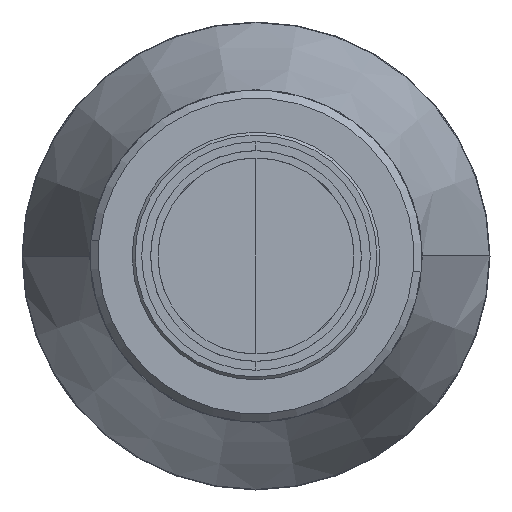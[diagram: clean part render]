
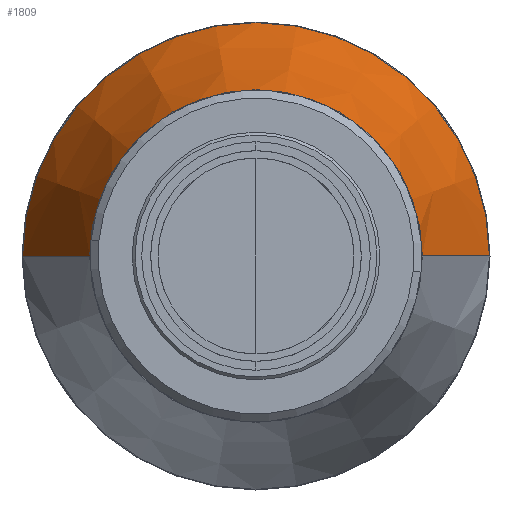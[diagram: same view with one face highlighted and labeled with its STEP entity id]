
A CAD part, left-side view. The second image highlights one B-rep face of the part: STEP entity #1809.
In plain terms, the highlighted conical face has half-angle 20 degrees and reference radius 17.06 mm.
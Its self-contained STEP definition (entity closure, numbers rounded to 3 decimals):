
#36 = DIRECTION ( 'NONE',  ( 0., 0., -1. ) ) ;
#134 = ORIENTED_EDGE ( 'NONE', *, *, #403, .F. ) ;
#191 = DIRECTION ( 'NONE',  ( -1., 0., 0. ) ) ;
#193 = CARTESIAN_POINT ( 'NONE',  ( 28.567, 0., 23.94 ) ) ;
#211 = DIRECTION ( 'NONE',  ( 0., 0., -1. ) ) ;
#281 = DIRECTION ( 'NONE',  ( 0.94, -0.342, 0. ) ) ;
#347 = AXIS2_PLACEMENT_3D ( 'NONE', #1055, #191, #36 ) ;
#370 = ORIENTED_EDGE ( 'NONE', *, *, #1486, .T. ) ;
#403 = EDGE_CURVE ( 'NONE', #792, #1214, #584, .T. ) ;
#423 = CIRCLE ( 'NONE', #794, 17.06 ) ;
#432 = CARTESIAN_POINT ( 'NONE',  ( 9.666, -17.06, 0. ) ) ;
#544 = AXIS2_PLACEMENT_3D ( 'NONE', #961, #657, #1512 ) ;
#552 = DIRECTION ( 'NONE',  ( 0., 1., 0. ) ) ;
#559 = LINE ( 'NONE', #1166, #1478 ) ;
#562 = EDGE_CURVE ( 'NONE', #1651, #1741, #1844, .T. ) ;
#564 = CARTESIAN_POINT ( 'NONE',  ( 28.567, 0., 0. ) ) ;
#579 = FACE_OUTER_BOUND ( 'NONE', #1568, .T. ) ;
#584 = CIRCLE ( 'NONE', #347, 17.06 ) ;
#641 = CARTESIAN_POINT ( 'NONE',  ( 9.666, 0., 0. ) ) ;
#657 = DIRECTION ( 'NONE',  ( 1., 0., 0. ) ) ;
#704 = DIRECTION ( 'NONE',  ( 1., 0., 0. ) ) ;
#769 = ORIENTED_EDGE ( 'NONE', *, *, #562, .F. ) ;
#786 = EDGE_CURVE ( 'NONE', #1214, #1651, #559, .T. ) ;
#792 = VERTEX_POINT ( 'NONE', #1289 ) ;
#794 = AXIS2_PLACEMENT_3D ( 'NONE', #1350, #1769, #211 ) ;
#799 = CIRCLE ( 'NONE', #544, 23.94 ) ;
#824 = VERTEX_POINT ( 'NONE', #986 ) ;
#930 = CARTESIAN_POINT ( 'NONE',  ( 9.666, 17.06, 0. ) ) ;
#947 = DIRECTION ( 'NONE',  ( 0., 1., 0. ) ) ;
#961 = CARTESIAN_POINT ( 'NONE',  ( 28.567, 0., 0. ) ) ;
#986 = CARTESIAN_POINT ( 'NONE',  ( 9.666, -17.06, 0. ) ) ;
#1053 = CONICAL_SURFACE ( 'NONE', #1391, 17.06, 0.349 ) ;
#1055 = CARTESIAN_POINT ( 'NONE',  ( 9.666, 0., 0. ) ) ;
#1093 = VECTOR ( 'NONE', #281, 1000. ) ;
#1120 = LINE ( 'NONE', #432, #1093 ) ;
#1166 = CARTESIAN_POINT ( 'NONE',  ( 9.666, 17.06, 0. ) ) ;
#1214 = VERTEX_POINT ( 'NONE', #930 ) ;
#1289 = CARTESIAN_POINT ( 'NONE',  ( 9.666, 0., 17.06 ) ) ;
#1320 = AXIS2_PLACEMENT_3D ( 'NONE', #564, #704, #552 ) ;
#1350 = CARTESIAN_POINT ( 'NONE',  ( 9.666, 0., 0. ) ) ;
#1391 = AXIS2_PLACEMENT_3D ( 'NONE', #641, #1664, #947 ) ;
#1426 = VERTEX_POINT ( 'NONE', #1699 ) ;
#1445 = DIRECTION ( 'NONE',  ( 0.94, 0.342, 0. ) ) ;
#1448 = ORIENTED_EDGE ( 'NONE', *, *, #1840, .F. ) ;
#1478 = VECTOR ( 'NONE', #1445, 1000. ) ;
#1486 = EDGE_CURVE ( 'NONE', #824, #1426, #1120, .T. ) ;
#1512 = DIRECTION ( 'NONE',  ( 0., 0., -1. ) ) ;
#1568 = EDGE_LOOP ( 'NONE', ( #1833, #370, #1448, #769, #1836, #134 ) ) ;
#1651 = VERTEX_POINT ( 'NONE', #1757 ) ;
#1664 = DIRECTION ( 'NONE',  ( 1., 0., 0. ) ) ;
#1699 = CARTESIAN_POINT ( 'NONE',  ( 28.567, -23.94, 0. ) ) ;
#1709 = EDGE_CURVE ( 'NONE', #824, #792, #423, .T. ) ;
#1741 = VERTEX_POINT ( 'NONE', #193 ) ;
#1757 = CARTESIAN_POINT ( 'NONE',  ( 28.567, 23.94, 0. ) ) ;
#1769 = DIRECTION ( 'NONE',  ( -1., 0., 0. ) ) ;
#1809 = ADVANCED_FACE ( 'NONE', ( #579 ), #1053, .T. ) ;
#1833 = ORIENTED_EDGE ( 'NONE', *, *, #1709, .F. ) ;
#1836 = ORIENTED_EDGE ( 'NONE', *, *, #786, .F. ) ;
#1840 = EDGE_CURVE ( 'NONE', #1741, #1426, #799, .T. ) ;
#1844 = CIRCLE ( 'NONE', #1320, 23.94 ) ;
